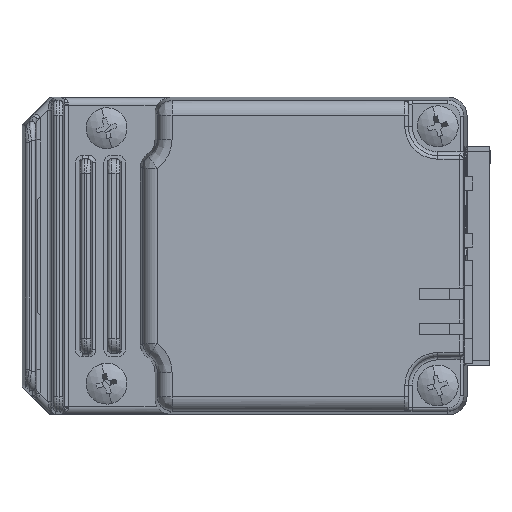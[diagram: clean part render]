
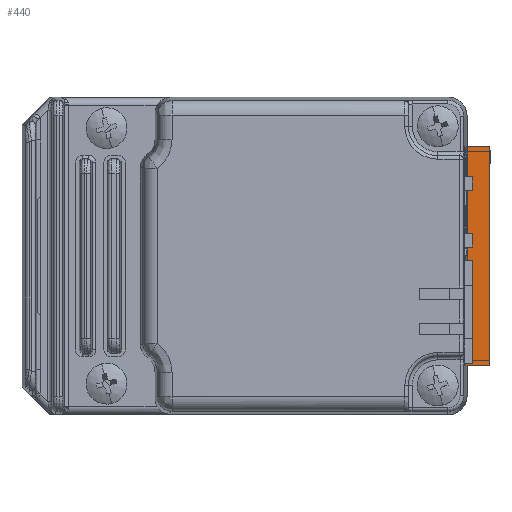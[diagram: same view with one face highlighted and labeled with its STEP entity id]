
A CAD part, front view. The second image highlights one B-rep face of the part: STEP entity #440.
In plain terms, the highlighted planar face has unit normal (0, -1, 0).
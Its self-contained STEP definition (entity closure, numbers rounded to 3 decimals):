
#276 = CARTESIAN_POINT ( 'NONE',  ( 46.069, -73.208, 69.5 ) ) ;
#400 = ORIENTED_EDGE ( 'NONE', *, *, #15775, .F. ) ;
#440 = ADVANCED_FACE ( 'NONE', ( #13116 ), #7996, .F. ) ;
#753 = LINE ( 'NONE', #14623, #14716 ) ;
#1631 = VECTOR ( 'NONE', #2565, 1000. ) ;
#1770 = LINE ( 'NONE', #16190, #11091 ) ;
#1804 = EDGE_CURVE ( 'NONE', #9028, #6419, #11050, .T. ) ;
#2064 = VERTEX_POINT ( 'NONE', #15449 ) ;
#2299 = VERTEX_POINT ( 'NONE', #4345 ) ;
#2565 = DIRECTION ( 'NONE',  ( 0., 0., -1. ) ) ;
#2685 = DIRECTION ( 'NONE',  ( -1., 0., 0. ) ) ;
#2722 = VECTOR ( 'NONE', #8421, 1000. ) ;
#2781 = ORIENTED_EDGE ( 'NONE', *, *, #1804, .F. ) ;
#2956 = DIRECTION ( 'NONE',  ( 0., 1., 0. ) ) ;
#3148 = ORIENTED_EDGE ( 'NONE', *, *, #11043, .F. ) ;
#3754 = ORIENTED_EDGE ( 'NONE', *, *, #15881, .F. ) ;
#3860 = VERTEX_POINT ( 'NONE', #14397 ) ;
#4007 = DIRECTION ( 'NONE',  ( 0., 0., -1. ) ) ;
#4079 = ORIENTED_EDGE ( 'NONE', *, *, #7294, .T. ) ;
#4345 = CARTESIAN_POINT ( 'NONE',  ( 36.469, -73.208, 40.7 ) ) ;
#4485 = DIRECTION ( 'NONE',  ( 1., 0., 0. ) ) ;
#5258 = LINE ( 'NONE', #15206, #15561 ) ;
#5856 = ORIENTED_EDGE ( 'NONE', *, *, #11225, .T. ) ;
#6377 = CARTESIAN_POINT ( 'NONE',  ( 33.369, -73.208, 39.5 ) ) ;
#6419 = VERTEX_POINT ( 'NONE', #13583 ) ;
#6535 = CARTESIAN_POINT ( 'NONE',  ( 33.369, -73.208, 69.5 ) ) ;
#6634 = CARTESIAN_POINT ( 'NONE',  ( 46.069, -73.208, 69.5 ) ) ;
#6689 = DIRECTION ( 'NONE',  ( 0., 0., 1. ) ) ;
#7256 = VECTOR ( 'NONE', #12679, 1000. ) ;
#7294 = EDGE_CURVE ( 'NONE', #2064, #10783, #11178, .T. ) ;
#7363 = LINE ( 'NONE', #6535, #1631 ) ;
#7996 = PLANE ( 'NONE',  #11678 ) ;
#8015 = VERTEX_POINT ( 'NONE', #14103 ) ;
#8421 = DIRECTION ( 'NONE',  ( 0., 0., 1. ) ) ;
#8422 = ORIENTED_EDGE ( 'NONE', *, *, #16761, .F. ) ;
#9028 = VERTEX_POINT ( 'NONE', #276 ) ;
#10445 = CARTESIAN_POINT ( 'NONE',  ( 36.469, -73.208, 68.3 ) ) ;
#10783 = VERTEX_POINT ( 'NONE', #6377 ) ;
#11043 = EDGE_CURVE ( 'NONE', #2299, #12556, #17516, .T. ) ;
#11050 = LINE ( 'NONE', #16565, #7256 ) ;
#11091 = VECTOR ( 'NONE', #16089, 1000. ) ;
#11109 = EDGE_LOOP ( 'NONE', ( #8422, #2781, #13317, #5856, #3754, #3148, #400, #4079 ) ) ;
#11178 = LINE ( 'NONE', #14727, #15389 ) ;
#11225 = EDGE_CURVE ( 'NONE', #3860, #8015, #7363, .T. ) ;
#11678 = AXIS2_PLACEMENT_3D ( 'NONE', #6634, #2956, #6689 ) ;
#11945 = DIRECTION ( 'NONE',  ( -1., 0., 0. ) ) ;
#12556 = VERTEX_POINT ( 'NONE', #10445 ) ;
#12679 = DIRECTION ( 'NONE',  ( 0., 0., -1. ) ) ;
#13116 = FACE_OUTER_BOUND ( 'NONE', #11109, .T. ) ;
#13196 = EDGE_CURVE ( 'NONE', #3860, #9028, #1770, .T. ) ;
#13260 = CARTESIAN_POINT ( 'NONE',  ( 46.069, -73.208, 39.5 ) ) ;
#13317 = ORIENTED_EDGE ( 'NONE', *, *, #13196, .F. ) ;
#13583 = CARTESIAN_POINT ( 'NONE',  ( 46.069, -73.208, 39.5 ) ) ;
#13911 = CARTESIAN_POINT ( 'NONE',  ( 36.469, -73.208, 40.7 ) ) ;
#14103 = CARTESIAN_POINT ( 'NONE',  ( 33.369, -73.208, 68.3 ) ) ;
#14397 = CARTESIAN_POINT ( 'NONE',  ( 33.369, -73.208, 69.5 ) ) ;
#14623 = CARTESIAN_POINT ( 'NONE',  ( 46.069, -73.208, 68.3 ) ) ;
#14684 = LINE ( 'NONE', #13260, #17425 ) ;
#14716 = VECTOR ( 'NONE', #11945, 1000. ) ;
#14727 = CARTESIAN_POINT ( 'NONE',  ( 33.369, -73.208, 69.5 ) ) ;
#15206 = CARTESIAN_POINT ( 'NONE',  ( 46.069, -73.208, 40.7 ) ) ;
#15389 = VECTOR ( 'NONE', #4007, 1000. ) ;
#15449 = CARTESIAN_POINT ( 'NONE',  ( 33.369, -73.208, 40.7 ) ) ;
#15561 = VECTOR ( 'NONE', #4485, 1000. ) ;
#15775 = EDGE_CURVE ( 'NONE', #2064, #2299, #5258, .T. ) ;
#15881 = EDGE_CURVE ( 'NONE', #12556, #8015, #753, .T. ) ;
#16089 = DIRECTION ( 'NONE',  ( 1., 0., 0. ) ) ;
#16190 = CARTESIAN_POINT ( 'NONE',  ( 46.069, -73.208, 69.5 ) ) ;
#16565 = CARTESIAN_POINT ( 'NONE',  ( 46.069, -73.208, 69.5 ) ) ;
#16761 = EDGE_CURVE ( 'NONE', #6419, #10783, #14684, .T. ) ;
#17425 = VECTOR ( 'NONE', #2685, 1000. ) ;
#17516 = LINE ( 'NONE', #13911, #2722 ) ;
